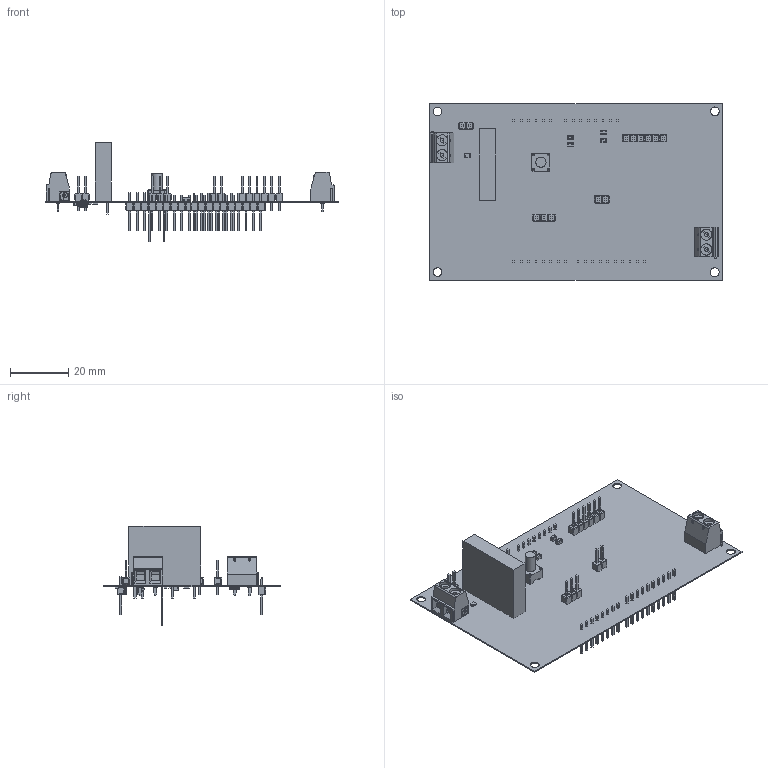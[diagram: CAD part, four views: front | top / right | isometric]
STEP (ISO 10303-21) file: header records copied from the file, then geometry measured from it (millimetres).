
FILE_DESCRIPTION(('Open CASCADE Model'),'2;1');
FILE_NAME('Open CASCADE Shape Model','2024-08-12T12:17:06',('Author'),( 'Open CASCADE'),'Open CASCADE STEP processor 7.5','Open CASCADE 7.5' ,'Unknown');
FILE_SCHEMA(('AUTOMOTIVE_DESIGN { 1 0 10303 214 1 1 1 1 }'));
Length unit declared in the file: millimetre
Products named in the file (59): PCB; Board; Open CASCADE STEP translator 7.5 57.1.1; R3; 6436525040; Extruded; 6436521520; R1; J1; 1729128; mkdsn_1.5-2-5.08; Q2; 6436524000; F3; Fuse_Bourns_MF-MSMF050-2_eec; 1; 2; 3; 4; 5; Bourns Logo; J4; 826646-2--3DModel-STEP-1; RL1; H3MB-052D Rel石olido; SW1; 147694-1; R8; C6; Cap_Murata_GRM21BR61C106KE15K_eec; Murata Logo 3; C7; C5; C4; C3; R7; R6; 6436523040; 6706019488; R2 ...
Assembly tree (80 placements, depth 4):
  PCB
    Board
      Open CASCADE STEP translator 7.5 57.1.1
    R3
      6436525040  x2
        Extruded
      6436521520
        Extruded
    R1
      6436525040  x2
        Extruded
      6436521520
        Extruded
    J1
      1729128
        mkdsn_1.5-2-5.08
    Q2
      6436524000
        Extruded
    F3
      Fuse_Bourns_MF-MSMF050-2_eec
        1
        2
        3
        4
        5
        Bourns Logo
    J4
      826646-2--3DModel-STEP-1
    RL1
      H3MB-052D Rel石olido
    SW1
      147694-1
    R8
      6436525040  x2
        Extruded
      6436521520
        Extruded
    C6
      Cap_Murata_GRM21BR61C106KE15K_eec
        1
        2
        Murata Logo 3
    C7
      Cap_Murata_GRM21BR61C106KE15K_eec
        1
        2
        Murata Logo 3
    C5
      Cap_Murata_GRM21BR61C106KE15K_eec
        1
        2
        Murata Logo 3
    C4
      Cap_Murata_GRM21BR61C106KE15K_eec
        1
        2
        Murata Logo 3
    C3
      Cap_Murata_GRM21BR61C106KE15K_eec
Bounding box: 100.17 x 60.38 x 33.94 mm (x, y, z)
Volume: 7713.4 mm3; surface area: 18171.5 mm2
Topology: 78 solids, 78 shells, 3199 faces, 8358 edges, 5438 vertices
Faces by surface type: plane 2144, cylinder 815, bspline 124, sphere 104, cone 8, torus 4
Full cylindrical faces by diameter (mm): 0.15 x1, 3 x4
Entity records: 54731 total; most frequent: CARTESIAN_POINT 11672, ORIENTED_EDGE 8722, DIRECTION 7714, EDGE_CURVE 4361, LINE 3400, VECTOR 3400, VERTEX_POINT 2864, AXIS2_PLACEMENT_3D 2157
